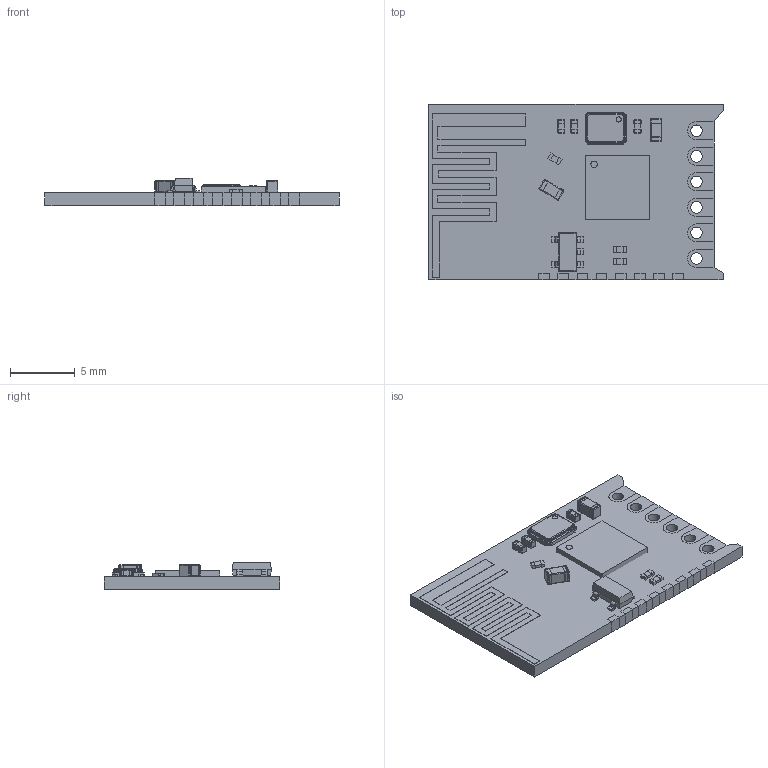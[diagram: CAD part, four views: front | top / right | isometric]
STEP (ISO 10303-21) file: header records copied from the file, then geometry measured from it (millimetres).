
FILE_DESCRIPTION (( 'STEP AP214' ), '1' );
FILE_NAME ('User Library-jdy.STEP', '2023-11-24T08:50:11', ( '' ), ( '' ), 'SwSTEP 2.0', 'SolidWorks 2022', '' );
FILE_SCHEMA (( 'AUTOMOTIVE_DESIGN' ));
Length unit declared in the file: millimetre
Products named in the file (24): JDY40-0.STEP; JDY40-13.STEP; R0402.STEP; JDY40-2.STEP; Resonator_3225.STEP; JDY40-14.STEP; JDY40-5.STEP; SOT-23-5.STEP; JDY40-6.STEP; JDY40-11.STEP; JDY40-1.STEP; C0603.STEP; JDY40-9.STEP; User Library-jdy; JDY40.STEP; JDY40-3.STEP; C0402.STEP; JDY40-7.STEP; JDY40-8.STEP; JDY40-12.STEP; JDY40-10.STEP; jdy.STEP; JDY40-4.STEP; QFN24.STEP
Assembly tree (29 placements, depth 3):
  User Library-jdy
    jdy.STEP
      C0402.STEP  x4
      C0603.STEP  x2
      R0402.STEP  x3
      SOT-23-5.STEP
      QFN24.STEP
      Resonator_3225.STEP
      JDY40.STEP
      JDY40-0.STEP
      JDY40-1.STEP
      JDY40-2.STEP
      JDY40-3.STEP
      JDY40-4.STEP
      JDY40-5.STEP
      JDY40-6.STEP
      JDY40-7.STEP
      JDY40-8.STEP
      JDY40-9.STEP
      JDY40-10.STEP
      JDY40-11.STEP
      JDY40-12.STEP
      JDY40-13.STEP
      JDY40-14.STEP
Bounding box: 22.8 x 13.6 x 2.1 mm (x, y, z)
Volume: 334.3 mm3; surface area: 1012.3 mm2
Topology: 45 solids, 45 shells, 1548 faces, 3730 edges, 2196 vertices
Faces by surface type: plane 888, cylinder 448, sphere 144, torus 60, bspline 8
Entity records: 32768 total; most frequent: CARTESIAN_POINT 5972, DIRECTION 5103, ORIENTED_EDGE 5046, EDGE_CURVE 2523, LINE 1949, VECTOR 1949, VERTEX_POINT 1606, AXIS2_PLACEMENT_3D 1577
